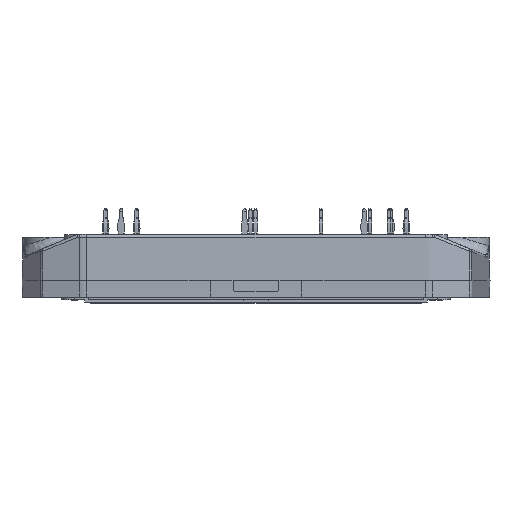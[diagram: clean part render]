
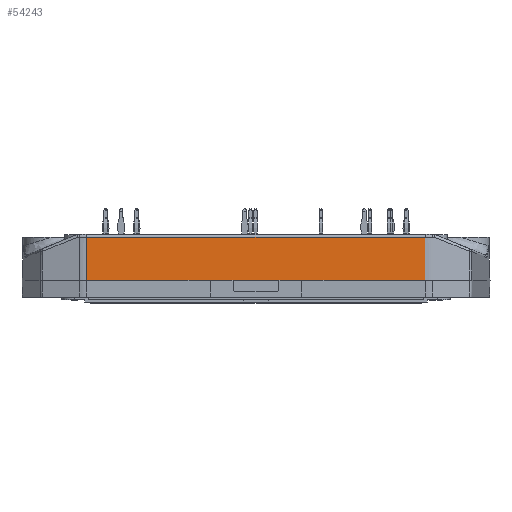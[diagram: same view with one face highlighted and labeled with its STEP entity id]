
A CAD part, front view. The second image highlights one B-rep face of the part: STEP entity #54243.
In plain terms, the highlighted planar face has unit normal (0, -1, 0.026).
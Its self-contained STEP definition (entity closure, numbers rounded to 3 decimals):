
#6236=ORIENTED_EDGE('',*,*,#17163,.F.);
#6237=ORIENTED_EDGE('',*,*,#17164,.T.);
#6238=ORIENTED_EDGE('',*,*,#16898,.F.);
#6239=ORIENTED_EDGE('',*,*,#17165,.F.);
#6240=ORIENTED_EDGE('',*,*,#17166,.T.);
#6241=ORIENTED_EDGE('',*,*,#17167,.T.);
#6242=ORIENTED_EDGE('',*,*,#17151,.T.);
#6243=ORIENTED_EDGE('',*,*,#17168,.F.);
#6244=ORIENTED_EDGE('',*,*,#17146,.F.);
#6245=ORIENTED_EDGE('',*,*,#16885,.F.);
#16885=EDGE_CURVE('',#22480,#22481,#25964,.T.);
#16898=EDGE_CURVE('',#22490,#22491,#25972,.T.);
#17146=EDGE_CURVE('',#22481,#22639,#26092,.T.);
#17151=EDGE_CURVE('',#22643,#22642,#26095,.T.);
#17163=EDGE_CURVE('',#22653,#22480,#26103,.T.);
#17164=EDGE_CURVE('',#22653,#22491,#26104,.F.);
#17165=EDGE_CURVE('',#22654,#22490,#26105,.F.);
#17166=EDGE_CURVE('',#22654,#22655,#26106,.T.);
#17167=EDGE_CURVE('',#22655,#22643,#26107,.T.);
#17168=EDGE_CURVE('',#22639,#22642,#26108,.T.);
#22480=VERTEX_POINT('',#75192);
#22481=VERTEX_POINT('',#75194);
#22490=VERTEX_POINT('',#75227);
#22491=VERTEX_POINT('',#75228);
#22639=VERTEX_POINT('',#76268);
#22642=VERTEX_POINT('',#76275);
#22643=VERTEX_POINT('',#76277);
#22653=VERTEX_POINT('',#76381);
#22654=VERTEX_POINT('',#76384);
#22655=VERTEX_POINT('',#76386);
#25964=LINE('',#75193,#29426);
#25972=LINE('',#75226,#29434);
#26092=LINE('',#76267,#29554);
#26095=LINE('',#76276,#29557);
#26103=LINE('',#76380,#29565);
#26104=LINE('',#76382,#29566);
#26105=LINE('',#76383,#29567);
#26106=LINE('',#76385,#29568);
#26107=LINE('',#76387,#29569);
#26108=LINE('',#76388,#29570);
#29426=VECTOR('',#62219,1000.);
#29434=VECTOR('',#62243,1000.);
#29554=VECTOR('',#62681,1000.);
#29557=VECTOR('',#62688,1000.);
#29565=VECTOR('',#62700,1000.);
#29566=VECTOR('',#62701,1000.);
#29567=VECTOR('',#62702,1000.);
#29568=VECTOR('',#62703,1000.);
#29569=VECTOR('',#62704,1000.);
#29570=VECTOR('',#62705,1000.);
#32954=EDGE_LOOP('',(#6236,#6237,#6238,#6239,#6240,#6241,#6242,#6243,#6244,
#6245));
#35354=FACE_BOUND('',#32954,.T.);
#37349=PLANE('',#57095);
#54243=ADVANCED_FACE('',(#35354),#37349,.T.);
#57095=AXIS2_PLACEMENT_3D('',#76379,#62698,#62699);
#62219=DIRECTION('',(-1.,0.,0.));
#62243=DIRECTION('',(1.,0.,0.));
#62681=DIRECTION('',(-1.,0.,0.));
#62688=DIRECTION('',(1.,0.,0.));
#62698=DIRECTION('',(0.,-1.,0.026));
#62699=DIRECTION('',(0.,0.026,1.));
#62700=DIRECTION('',(-1.,0.,0.));
#62701=DIRECTION('',(0.006,-0.026,-1.));
#62702=DIRECTION('',(-0.006,-0.026,-1.));
#62703=DIRECTION('',(1.,0.,0.));
#62704=DIRECTION('',(1.,0.,0.));
#62705=DIRECTION('',(-1.,0.,0.));
#75192=CARTESIAN_POINT('',(29.513,-30.776,3.));
#75193=CARTESIAN_POINT('',(17.961,-30.776,3.));
#75194=CARTESIAN_POINT('',(8.,-30.776,3.));
#75226=CARTESIAN_POINT('',(27.533,-30.58,10.513));
#75227=CARTESIAN_POINT('',(-29.469,-30.58,10.513));
#75228=CARTESIAN_POINT('',(29.469,-30.58,10.513));
#76267=CARTESIAN_POINT('',(17.961,-30.776,3.));
#76268=CARTESIAN_POINT('',(4.,-30.776,3.));
#76275=CARTESIAN_POINT('',(-4.,-30.776,3.));
#76276=CARTESIAN_POINT('',(-17.961,-30.776,3.));
#76277=CARTESIAN_POINT('',(-8.,-30.776,3.));
#76379=CARTESIAN_POINT('',(17.961,-30.776,3.));
#76380=CARTESIAN_POINT('',(17.961,-30.776,3.));
#76381=CARTESIAN_POINT('',(29.513,-30.776,3.));
#76382=CARTESIAN_POINT('',(29.512,-30.775,3.067));
#76383=CARTESIAN_POINT('',(-29.512,-30.775,3.067));
#76384=CARTESIAN_POINT('',(-29.513,-30.776,3.));
#76385=CARTESIAN_POINT('',(-17.961,-30.776,3.));
#76386=CARTESIAN_POINT('',(-29.513,-30.776,3.));
#76387=CARTESIAN_POINT('',(-17.961,-30.776,3.));
#76388=CARTESIAN_POINT('',(-17.961,-30.776,3.));
